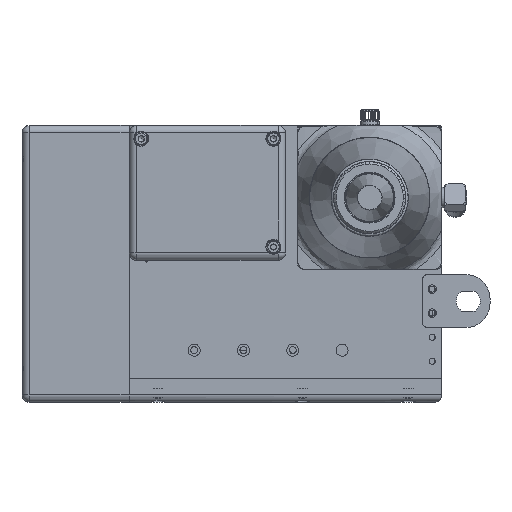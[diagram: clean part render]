
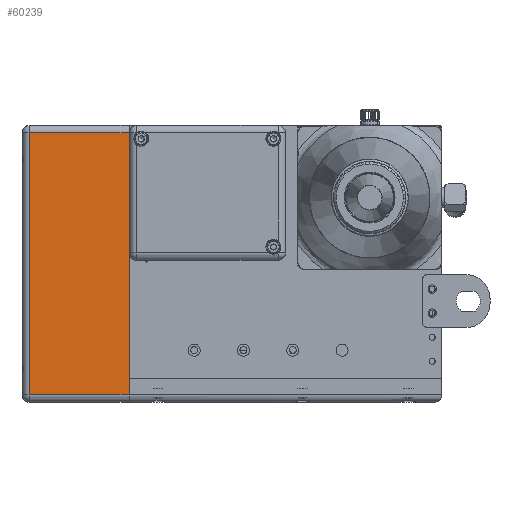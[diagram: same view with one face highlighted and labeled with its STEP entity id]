
A CAD part, front view. The second image highlights one B-rep face of the part: STEP entity #60239.
In plain terms, the highlighted planar face has unit normal (0, -1, 0).
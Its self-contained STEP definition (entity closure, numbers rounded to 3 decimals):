
#328 = EDGE_CURVE ( 'NONE', #45984, #59153, #36248, .T. ) ;
#840 = ORIENTED_EDGE ( 'NONE', *, *, #328, .T. ) ;
#1427 = CARTESIAN_POINT ( 'NONE',  ( -25.057, -106.603, 59.087 ) ) ;
#4680 = VECTOR ( 'NONE', #9584, 1000. ) ;
#6366 = DIRECTION ( 'NONE',  ( -1., 0., 0. ) ) ;
#9584 = DIRECTION ( 'NONE',  ( 0., 0., -1. ) ) ;
#9813 = VECTOR ( 'NONE', #22879, 1000. ) ;
#11007 = FACE_OUTER_BOUND ( 'NONE', #57604, .T. ) ;
#13271 = VERTEX_POINT ( 'NONE', #53807 ) ;
#13732 = DIRECTION ( 'NONE',  ( 0., 0., 1. ) ) ;
#14102 = ORIENTED_EDGE ( 'NONE', *, *, #31196, .T. ) ;
#17712 = CARTESIAN_POINT ( 'NONE',  ( -25.057, -106.603, -49.913 ) ) ;
#18384 = CARTESIAN_POINT ( 'NONE',  ( -25.057, -106.603, 59.087 ) ) ;
#21227 = DIRECTION ( 'NONE',  ( 0., 0., -1. ) ) ;
#22820 = LINE ( 'NONE', #41249, #60521 ) ;
#22879 = DIRECTION ( 'NONE',  ( 1., 0., 0. ) ) ;
#22971 = DIRECTION ( 'NONE',  ( 0., 1., 0. ) ) ;
#24991 = VERTEX_POINT ( 'NONE', #18384 ) ;
#30866 = VECTOR ( 'NONE', #6366, 1000. ) ;
#31196 = EDGE_CURVE ( 'NONE', #24991, #45984, #57786, .T. ) ;
#33728 = PLANE ( 'NONE',  #39053 ) ;
#34324 = EDGE_CURVE ( 'NONE', #59153, #13271, #50648, .T. ) ;
#36248 = LINE ( 'NONE', #49408, #4680 ) ;
#39053 = AXIS2_PLACEMENT_3D ( 'NONE', #52430, #22971, #13732 ) ;
#41249 = CARTESIAN_POINT ( 'NONE',  ( -25.057, -106.603, 62.087 ) ) ;
#45228 = EDGE_CURVE ( 'NONE', #24991, #13271, #22820, .T. ) ;
#45984 = VERTEX_POINT ( 'NONE', #50581 ) ;
#49408 = CARTESIAN_POINT ( 'NONE',  ( -66.557, -106.603, 62.087 ) ) ;
#50581 = CARTESIAN_POINT ( 'NONE',  ( -66.557, -106.603, 59.087 ) ) ;
#50648 = LINE ( 'NONE', #17712, #9813 ) ;
#51986 = ORIENTED_EDGE ( 'NONE', *, *, #45228, .F. ) ;
#52430 = CARTESIAN_POINT ( 'NONE',  ( -25.057, -106.603, 62.087 ) ) ;
#53807 = CARTESIAN_POINT ( 'NONE',  ( -25.057, -106.603, -49.913 ) ) ;
#53833 = ORIENTED_EDGE ( 'NONE', *, *, #34324, .T. ) ;
#57604 = EDGE_LOOP ( 'NONE', ( #51986, #14102, #840, #53833 ) ) ;
#57786 = LINE ( 'NONE', #1427, #30866 ) ;
#58951 = CARTESIAN_POINT ( 'NONE',  ( -66.557, -106.603, -49.913 ) ) ;
#59153 = VERTEX_POINT ( 'NONE', #58951 ) ;
#60239 = ADVANCED_FACE ( 'NONE', ( #11007 ), #33728, .F. ) ;
#60521 = VECTOR ( 'NONE', #21227, 1000. ) ;
